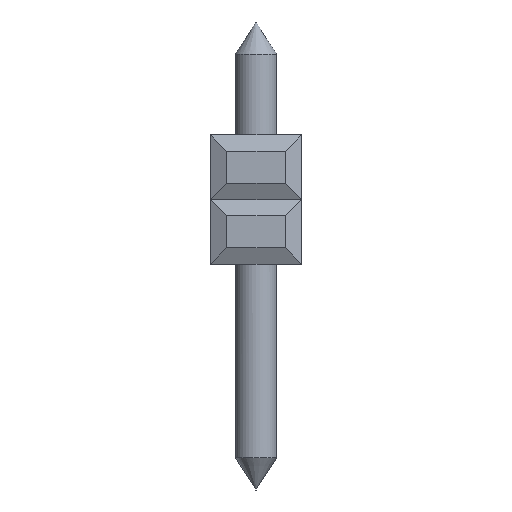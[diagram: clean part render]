
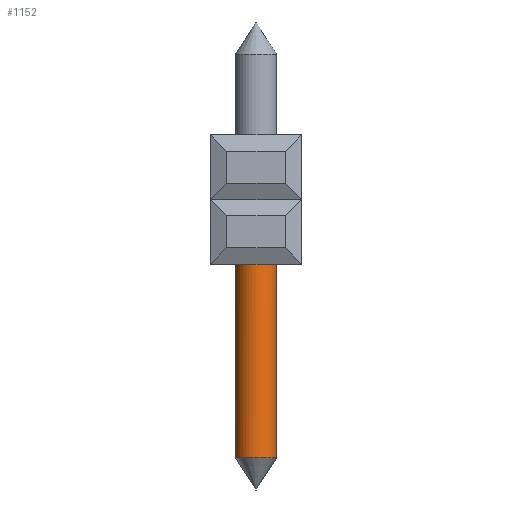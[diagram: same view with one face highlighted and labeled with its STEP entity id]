
A CAD part, left-side view. The second image highlights one B-rep face of the part: STEP entity #1152.
In plain terms, the highlighted cylindrical face has radius 0.65 mm (diameter 1.3 mm), a full revolution.
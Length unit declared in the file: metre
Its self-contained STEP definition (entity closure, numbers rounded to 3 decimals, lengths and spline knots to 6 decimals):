
#1152=ADVANCED_FACE('',(#2996,#2997),#2998,.T.);
#2996=FACE_OUTER_BOUND('',#5689,.T.);
#2997=FACE_OUTER_BOUND('',#5690,.T.);
#2998=CYLINDRICAL_SURFACE('',#5691,0.00065);
#5689=EDGE_LOOP('',(#9192));
#5690=EDGE_LOOP('',(#9193));
#5691=AXIS2_PLACEMENT_3D('',#9194,#9195,#9196);
#9192=ORIENTED_EDGE('',*,*,#15809,.F.);
#9193=ORIENTED_EDGE('',*,*,#15810,.F.);
#9194=CARTESIAN_POINT('',(-0.00435,-0.03326,0.0005));
#9195=DIRECTION('',(0.0,0.,-1.0));
#9196=DIRECTION('',(-1.0,0.0,0.0));
#15809=EDGE_CURVE('',#19093,#19093,#19094,.T.);
#15810=EDGE_CURVE('',#19095,#19095,#19096,.T.);
#19093=VERTEX_POINT('',#23558);
#19094=CIRCLE('',#23559,0.00065);
#19095=VERTEX_POINT('',#23560);
#19096=CIRCLE('',#23561,0.00065);
#23558=CARTESIAN_POINT('',(-0.00435,-0.03391,-0.0038));
#23559=AXIS2_PLACEMENT_3D('',#28025,#28026,#28027);
#23560=CARTESIAN_POINT('',(-0.00396,-0.03274,-0.01));
#23561=AXIS2_PLACEMENT_3D('',#28028,#28029,#28030);
#28025=CARTESIAN_POINT('',(-0.00435,-0.03326,-0.0038));
#28026=DIRECTION('',(0.0,0.,1.0));
#28027=DIRECTION('',(0.0,-1.0,0.));
#28028=CARTESIAN_POINT('',(-0.00435,-0.03326,-0.01));
#28029=DIRECTION('',(0.,0.,-1.0));
#28030=DIRECTION('',(0.6,0.8,0.));
